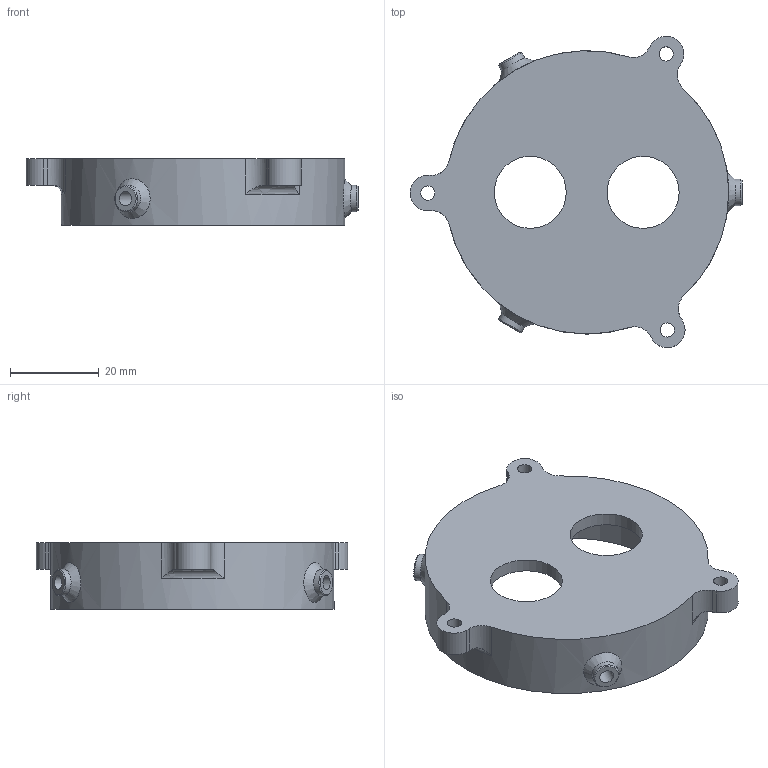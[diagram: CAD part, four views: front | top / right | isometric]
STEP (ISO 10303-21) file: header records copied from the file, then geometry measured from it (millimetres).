
FILE_DESCRIPTION(/* description */ (''),/* implementation_level */ '2;1');
FILE_NAME(/* name */ 'SensorHolder_bottom.step',/* time_stamp */ '2021-10-06T20:09:55+02:00',/* author */ (''),/* organization */ (''),/* preprocessor_version */ 'ST-DEVELOPER v18.1',/* originating_system */ 'Autodesk Translation Framework v10.10.0.1391',/* authorisation */ '');
FILE_SCHEMA (('AUTOMOTIVE_DESIGN { 1 0 10303 214 3 1 1 }'));
Length unit declared in the file: millimetre
Products named in the file (1): SensorHolder
Bounding box: 75 x 70.35 x 15 mm (x, y, z)
Volume: 16488.1 mm3; surface area: 12046.5 mm2
Topology: 1 solids, 1 shells, 46 faces, 117 edges, 77 vertices
Faces by surface type: cylinder 22, plane 15, torus 3, cone 3, bspline 3
Full cylindrical faces by diameter (mm): 3.2 x6, 6 x2, 16.28 x2, 58 x1, 64 x1
Entity records: 2006 total; most frequent: CARTESIAN_POINT 820, DIRECTION 237, ORIENTED_EDGE 234, EDGE_CURVE 117, AXIS2_PLACEMENT_3D 94, VERTEX_POINT 77, EDGE_LOOP 66, CIRCLE 50
